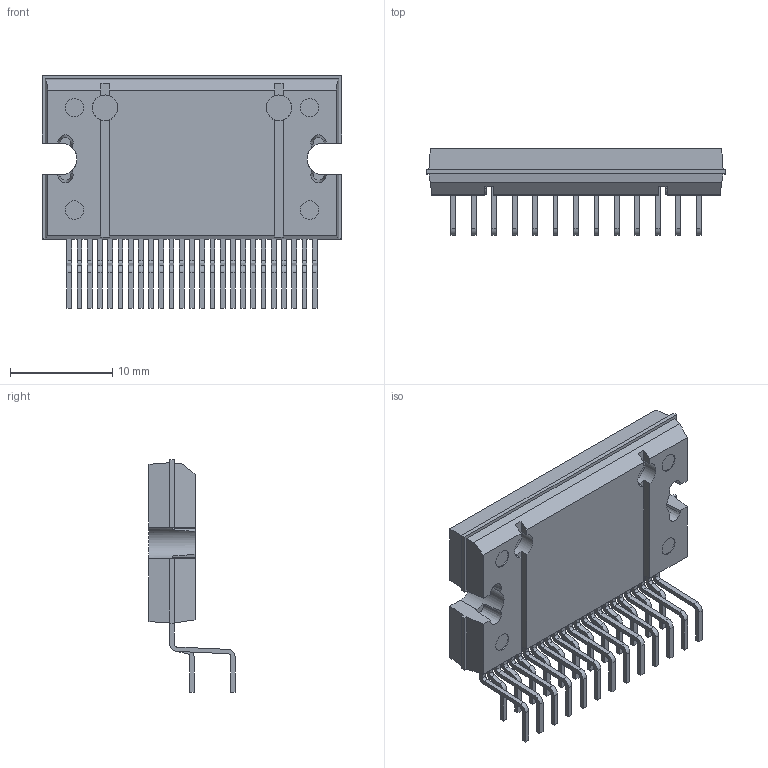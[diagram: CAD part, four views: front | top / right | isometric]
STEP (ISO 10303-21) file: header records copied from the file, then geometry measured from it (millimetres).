
FILE_DESCRIPTION(/* description */ ('','CAx-IF Rec.Pracs.---Representation and Presentation of Product Manufacturing Information (PMI)---4.0---2014-10-13'),/* implementation_level */ '2;1');
FILE_NAME(/* name */ 'TB67H303HG.stp',/* time_stamp */ '2021-09-12T17:44:37+09:00',/* author */ ('TA'),/* organization */ (''),/* preprocessor_version */ 'ST-DEVELOPER v18.1',/* originating_system */ 'Autodesk Inventor 2021',/* authorisation */ '');
FILE_SCHEMA (('AP242_MANAGED_MODEL_BASED_3D_ENGINEERING_MIM_LF { 1 0 10303 442 1 1 4 }'));
Length unit declared in the file: millimetre
Products named in the file (1): TB67H303HG
Bounding box: 29.3 x 8.41 x 22.77 mm (x, y, z)
Volume: 1916.7 mm3; surface area: 1812.8 mm2
Topology: 1 solids, 1 shells, 399 faces, 1179 edges, 786 vertices
Faces by surface type: plane 287, cylinder 108, cone 4
Full cylindrical faces by diameter (mm): 1.8 x4, 2.5 x2
Entity records: 13485 total; most frequent: CARTESIAN_POINT 2382, ORIENTED_EDGE 2358, DIRECTION 2245, EDGE_CURVE 1179, LINE 939, VECTOR 939, VERTEX_POINT 786, AXIS2_PLACEMENT_3D 653
